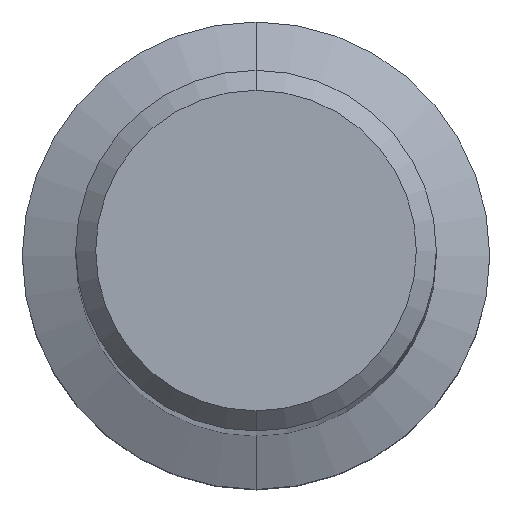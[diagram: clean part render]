
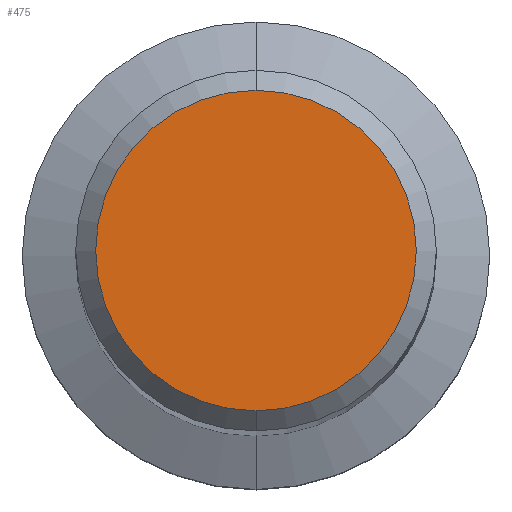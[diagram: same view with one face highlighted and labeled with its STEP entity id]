
A CAD part, top view. The second image highlights one B-rep face of the part: STEP entity #475.
In plain terms, the highlighted planar face has unit normal (0, 0, 1).
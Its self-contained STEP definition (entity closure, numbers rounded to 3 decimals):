
#313=EDGE_CURVE('',#499,#351,#684,.T.);
#351=VERTEX_POINT('',#729);
#385=EDGE_CURVE('',#351,#499,#767,.T.);
#475=ADVANCED_FACE('',(#864),#865,.T.);
#499=VERTEX_POINT('',#891);
#684=CIRCLE('',#1182,4.8);
#729=CARTESIAN_POINT('',(0.0,4.8,0.0));
#767=CIRCLE('',#1351,4.8);
#864=FACE_OUTER_BOUND('',#1539,.T.);
#865=PLANE('',#1540);
#891=CARTESIAN_POINT('',(0.,-4.8,0.0));
#1182=AXIS2_PLACEMENT_3D('',#1852,#1853,#1854);
#1351=AXIS2_PLACEMENT_3D('',#1957,#1958,#1959);
#1539=EDGE_LOOP('',(#2059,#2060));
#1540=AXIS2_PLACEMENT_3D('',#2061,#2062,#2063);
#1852=CARTESIAN_POINT('',(0.0,0.0,0.0));
#1853=DIRECTION('',(0.0,0.0,-1.0));
#1854=DIRECTION('',(0.0,1.0,0.0));
#1957=CARTESIAN_POINT('',(0.0,0.0,0.0));
#1958=DIRECTION('',(0.0,0.0,-1.0));
#1959=DIRECTION('',(0.0,1.0,0.0));
#2059=ORIENTED_EDGE('',*,*,#385,.F.);
#2060=ORIENTED_EDGE('',*,*,#313,.F.);
#2061=CARTESIAN_POINT('',(0.0,2.4,0.0));
#2062=DIRECTION('',(-0.0,0.0,1.0));
#2063=DIRECTION('',(0.0,-1.0,0.0));
